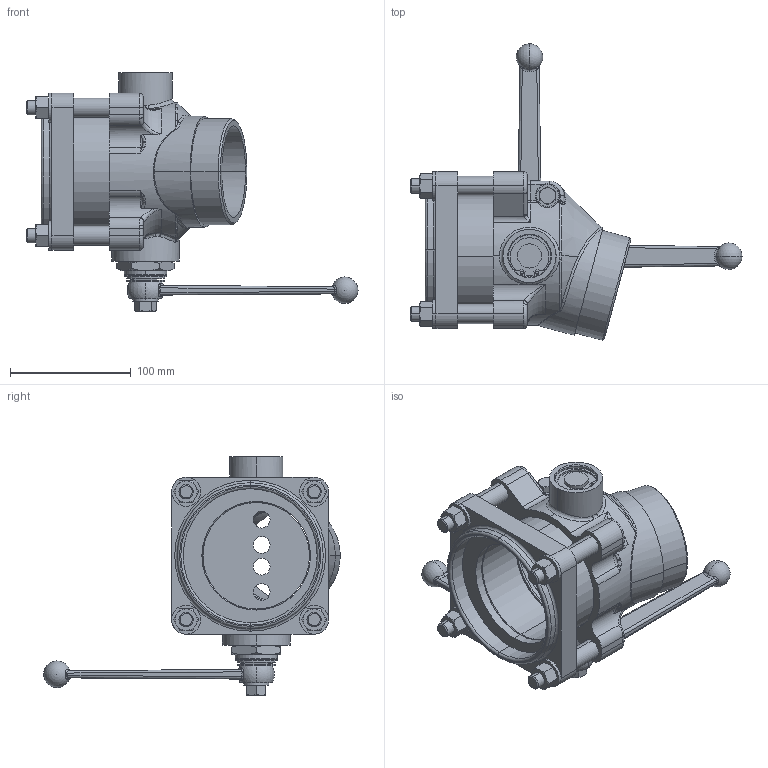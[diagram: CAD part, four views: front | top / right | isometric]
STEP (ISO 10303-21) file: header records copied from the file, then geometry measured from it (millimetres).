
FILE_DESCRIPTION (( 'STEP AP214' ), '1' );
FILE_NAME ('SGAV100KL_251899.STEP', '2012-09-24T05:59:23', ( 'Admin2' ), ( '' ), 'SwSTEP 2.0', 'SolidWorks 2010', '' );
FILE_SCHEMA (( 'AUTOMOTIVE_DESIGN' ));
Length unit declared in the file: millimetre
Products named in the file (1): SGAV100KL_251899
Bounding box: 275 x 245.7 x 197.6 mm (x, y, z)
Surface area: 204750.7 mm2 (no closed solid volume)
Topology: 0 solids, 40 shells, 878 faces, 2630 edges, 1743 vertices
Faces by surface type: plane 362, bspline 195, cylinder 162, cone 82, torus 67, sphere 10
Entity records: 51656 total; most frequent: CARTESIAN_POINT 21781, ORIENTED_EDGE 4492, DIRECTION 4002, EDGE_CURVE 2603, VERTEX_POINT 1731, AXIS2_PLACEMENT_3D 1376, VECTOR 1250, LINE 1250
